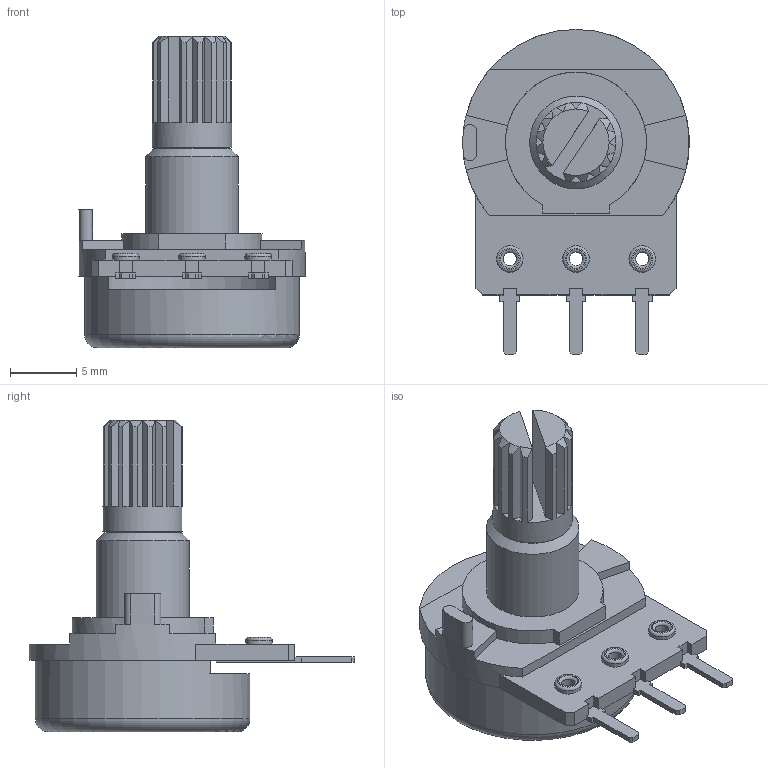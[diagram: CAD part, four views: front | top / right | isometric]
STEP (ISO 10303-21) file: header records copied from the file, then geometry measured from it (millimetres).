
FILE_DESCRIPTION(/* description */ ('STEP AP214'),/* implementation_level */ '2;1');
FILE_NAME(/* name */ '601e8d4a315aed15e88038c5',/* time_stamp */ '2021-02-06T12:36:27+00:00',/* author */ (''),/* organization */ (''),/* preprocessor_version */ 'ST-DEVELOPER v18.1',/* originating_system */ ' ',/* authorisation */ ' ');
FILE_SCHEMA (('AUTOMOTIVE_DESIGN {1 0 10303 214 3 1 1}'));
Length unit declared in the file: metre
Products named in the file (1): Potentiometer
Bounding box: 17.09 x 24.55 x 23.53 mm (x, y, z)
Volume: 1181.8 mm3; surface area: 2308.1 mm2
Topology: 1 solids, 5 shells, 182 faces, 469 edges, 305 vertices
Faces by surface type: plane 135, cylinder 24, cone 15, torus 8
Full cylindrical faces by diameter (mm): 1 x3, 1.45 x3, 1.5 x3, 2 x3, 4.5 x1, 4.6 x1, 5.5 x1, 6 x1, 7 x1, 15.6 x1, 16.2 x1
Entity records: 5844 total; most frequent: CARTESIAN_POINT 999, DIRECTION 876, ORIENTED_EDGE 856, EDGE_CURVE 428, AXIS2_PLACEMENT_3D 297, VERTEX_POINT 292, LINE 282, VECTOR 282
